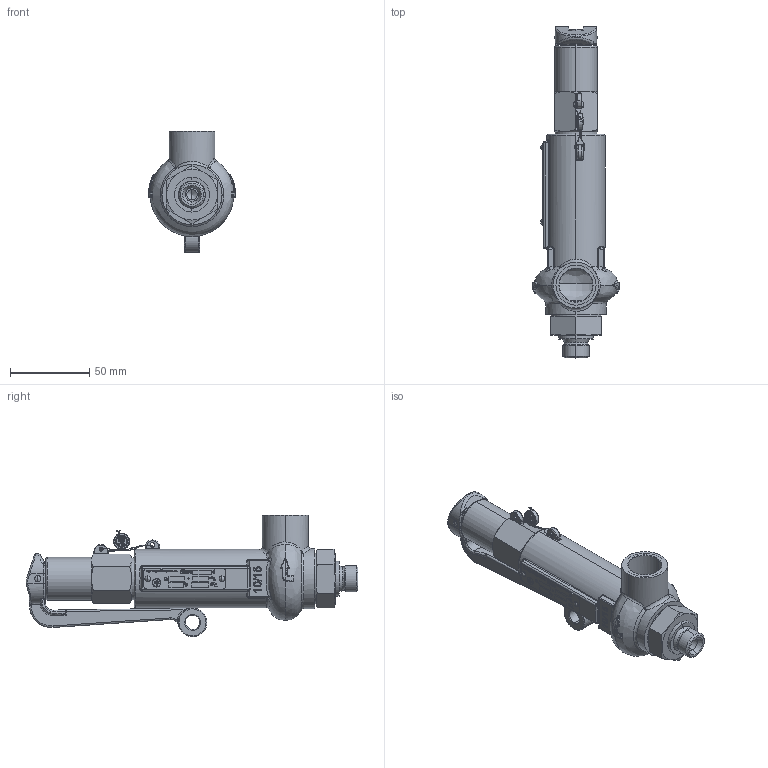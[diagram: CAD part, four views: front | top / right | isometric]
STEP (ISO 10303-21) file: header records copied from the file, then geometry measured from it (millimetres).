
FILE_DESCRIPTION (( 'STEP AP203' ), '1' );
FILE_NAME ('Typ_10-BG_I-head_A-G038-G012.STEP', '2019-09-20T09:53:16', ( '' ), ( '' ), 'SwSTEP 2.0', 'SolidWorks 2016', '' );
FILE_SCHEMA (( 'CONFIG_CONTROL_DESIGN' ));
Products named in the file (1): Typ_10-BG_I-head_A-G038-G012
Bounding box: 54.97 x 209.96 x 76.64 mm (x, y, z)
Volume: 78473.6 mm3; surface area: 58784.9 mm2
Topology: 50 solids, 50 shells, 1609 faces, 4039 edges, 2532 vertices
Faces by surface type: bspline 703, plane 568, cylinder 281, cone 57
Entity records: 78934 total; most frequent: CARTESIAN_POINT 45342, ORIENTED_EDGE 8008, DIRECTION 5264, EDGE_CURVE 4004, VERTEX_POINT 2532, AXIS2_PLACEMENT_3D 1793, EDGE_LOOP 1704, LINE 1678
